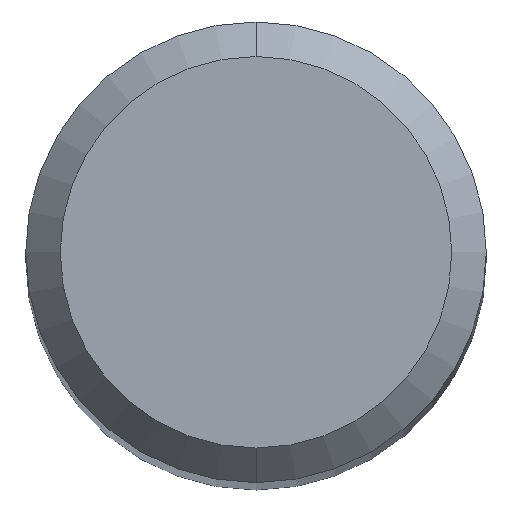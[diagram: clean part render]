
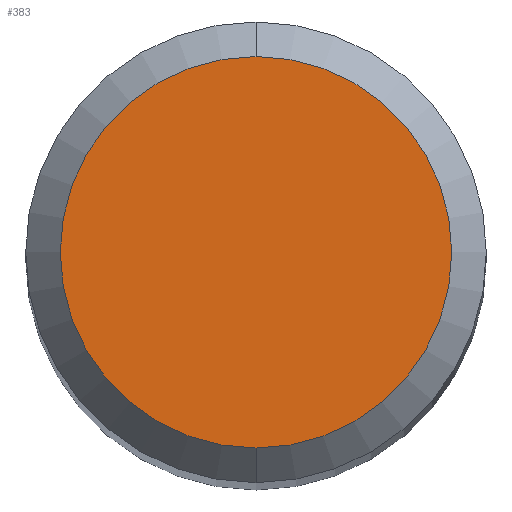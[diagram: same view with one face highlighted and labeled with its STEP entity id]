
A CAD part, top view. The second image highlights one B-rep face of the part: STEP entity #383.
In plain terms, the highlighted planar face has unit normal (0, 0, 1).
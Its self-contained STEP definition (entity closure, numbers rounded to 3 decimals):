
#237=VERTEX_POINT('',#553);
#251=EDGE_CURVE('',#237,#287,#569,.T.);
#267=EDGE_CURVE('',#287,#237,#586,.T.);
#287=VERTEX_POINT('',#608);
#383=ADVANCED_FACE('',(#714),#715,.T.);
#553=CARTESIAN_POINT('',(0.,-1.7,0.0));
#569=CIRCLE('',#948,1.7);
#586=CIRCLE('',#1007,1.7);
#608=CARTESIAN_POINT('',(0.0,1.7,0.0));
#714=FACE_OUTER_BOUND('',#1299,.T.);
#715=PLANE('',#1300);
#948=AXIS2_PLACEMENT_3D('',#1564,#1565,#1566);
#1007=AXIS2_PLACEMENT_3D('',#1576,#1577,#1578);
#1299=EDGE_LOOP('',(#1728,#1729));
#1300=AXIS2_PLACEMENT_3D('',#1730,#1731,#1732);
#1564=CARTESIAN_POINT('',(0.0,0.0,0.0));
#1565=DIRECTION('',(0.0,0.0,-1.0));
#1566=DIRECTION('',(0.0,1.0,0.0));
#1576=CARTESIAN_POINT('',(0.0,0.0,0.0));
#1577=DIRECTION('',(0.0,0.0,-1.0));
#1578=DIRECTION('',(0.0,1.0,0.0));
#1728=ORIENTED_EDGE('',*,*,#267,.F.);
#1729=ORIENTED_EDGE('',*,*,#251,.F.);
#1730=CARTESIAN_POINT('',(0.0,0.85,0.0));
#1731=DIRECTION('',(-0.0,0.0,1.0));
#1732=DIRECTION('',(0.0,-1.0,0.0));
